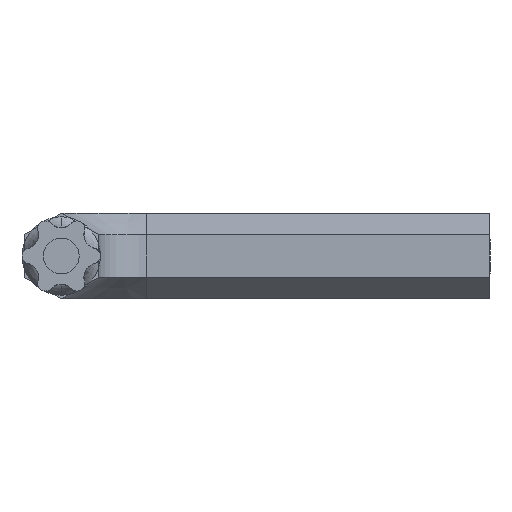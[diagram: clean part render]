
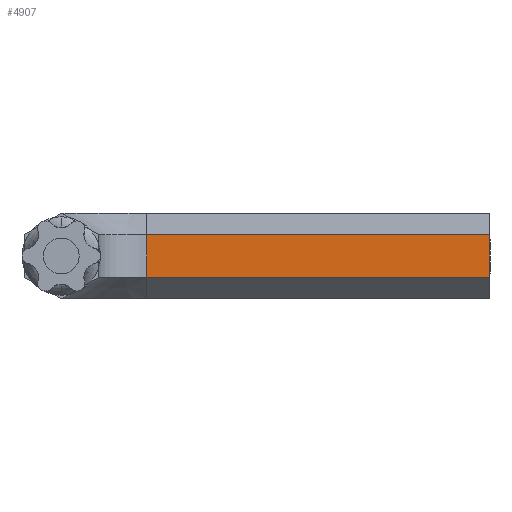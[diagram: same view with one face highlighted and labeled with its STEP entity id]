
A CAD part, front view. The second image highlights one B-rep face of the part: STEP entity #4907.
In plain terms, the highlighted planar face has unit normal (0, -1, 0).
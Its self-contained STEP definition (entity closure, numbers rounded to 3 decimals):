
#4313 = CYLINDRICAL_SURFACE('',#4314,3.402);
#4314 = AXIS2_PLACEMENT_3D('',#4315,#4316,#4317);
#4315 = CARTESIAN_POINT('',(6.,114.,-1.5));
#4316 = DIRECTION('',(0.,0.,-1.));
#4317 = DIRECTION('',(1.,0.,0.));
#4328 = VERTEX_POINT('',#4329);
#4329 = CARTESIAN_POINT('',(6.,117.402,1.5));
#4385 = PLANE('',#4386);
#4386 = AXIS2_PLACEMENT_3D('',#4387,#4388,#4389);
#4387 = CARTESIAN_POINT('',(6.,117.402,1.5));
#4388 = DIRECTION('',(0.,0.5,-0.866));
#4389 = DIRECTION('',(0.,0.866,0.5));
#4559 = VERTEX_POINT('',#4560);
#4560 = CARTESIAN_POINT('',(6.,117.402,-1.5));
#4593 = PLANE('',#4594);
#4594 = AXIS2_PLACEMENT_3D('',#4595,#4596,#4597);
#4595 = CARTESIAN_POINT('',(6.,120.,-3.));
#4596 = DIRECTION('',(0.,0.5,0.866));
#4597 = DIRECTION('',(0.,-0.866,0.5));
#4611 = EDGE_CURVE('',#4328,#4559,#4612,.T.);
#4612 = SURFACE_CURVE('',#4613,(#4617,#4623),.PCURVE_S1.);
#4613 = LINE('',#4614,#4615);
#4614 = CARTESIAN_POINT('',(6.,117.402,-1.5));
#4615 = VECTOR('',#4616,1.);
#4616 = DIRECTION('',(0.,0.,-1.));
#4617 = PCURVE('',#4313,#4618);
#4618 = DEFINITIONAL_REPRESENTATION('',(#4619),#4622);
#4619 = B_SPLINE_CURVE_WITH_KNOTS('',1,(#4620,#4621),.UNSPECIFIED.,.F.,
  .F.,(2,2),(-3.,0.),.PIECEWISE_BEZIER_KNOTS.);
#4620 = CARTESIAN_POINT('',(4.712,-3.));
#4621 = CARTESIAN_POINT('',(4.712,0.));
#4622 = ( GEOMETRIC_REPRESENTATION_CONTEXT(2) 
PARAMETRIC_REPRESENTATION_CONTEXT() REPRESENTATION_CONTEXT('2D SPACE',''
  ) );
#4623 = PCURVE('',#4624,#4629);
#4624 = PLANE('',#4625);
#4625 = AXIS2_PLACEMENT_3D('',#4626,#4627,#4628);
#4626 = CARTESIAN_POINT('',(6.,117.402,-1.5));
#4627 = DIRECTION('',(0.,1.,0.));
#4628 = DIRECTION('',(0.,0.,1.));
#4629 = DEFINITIONAL_REPRESENTATION('',(#4630),#4634);
#4630 = LINE('',#4631,#4632);
#4631 = CARTESIAN_POINT('',(0.,0.));
#4632 = VECTOR('',#4633,1.);
#4633 = DIRECTION('',(-1.,0.));
#4634 = ( GEOMETRIC_REPRESENTATION_CONTEXT(2) 
PARAMETRIC_REPRESENTATION_CONTEXT() REPRESENTATION_CONTEXT('2D SPACE',''
  ) );
#4639 = EDGE_CURVE('',#4328,#4640,#4642,.T.);
#4640 = VERTEX_POINT('',#4641);
#4641 = CARTESIAN_POINT('',(30.,117.402,1.5));
#4642 = SURFACE_CURVE('',#4643,(#4647,#4654),.PCURVE_S1.);
#4643 = LINE('',#4644,#4645);
#4644 = CARTESIAN_POINT('',(6.,117.402,1.5));
#4645 = VECTOR('',#4646,1.);
#4646 = DIRECTION('',(1.,0.,0.));
#4647 = PCURVE('',#4385,#4648);
#4648 = DEFINITIONAL_REPRESENTATION('',(#4649),#4653);
#4649 = LINE('',#4650,#4651);
#4650 = CARTESIAN_POINT('',(0.,0.));
#4651 = VECTOR('',#4652,1.);
#4652 = DIRECTION('',(0.,1.));
#4653 = ( GEOMETRIC_REPRESENTATION_CONTEXT(2) 
PARAMETRIC_REPRESENTATION_CONTEXT() REPRESENTATION_CONTEXT('2D SPACE',''
  ) );
#4654 = PCURVE('',#4624,#4655);
#4655 = DEFINITIONAL_REPRESENTATION('',(#4656),#4660);
#4656 = LINE('',#4657,#4658);
#4657 = CARTESIAN_POINT('',(3.,0.));
#4658 = VECTOR('',#4659,1.);
#4659 = DIRECTION('',(0.,1.));
#4660 = ( GEOMETRIC_REPRESENTATION_CONTEXT(2) 
PARAMETRIC_REPRESENTATION_CONTEXT() REPRESENTATION_CONTEXT('2D SPACE',''
  ) );
#4700 = PLANE('',#4701);
#4701 = AXIS2_PLACEMENT_3D('',#4702,#4703,#4704);
#4702 = CARTESIAN_POINT('',(30.,120.,0.));
#4703 = DIRECTION('',(-1.,0.,0.));
#4704 = DIRECTION('',(0.,1.,0.));
#4864 = EDGE_CURVE('',#4559,#4865,#4867,.T.);
#4865 = VERTEX_POINT('',#4866);
#4866 = CARTESIAN_POINT('',(30.,117.402,-1.5));
#4867 = SURFACE_CURVE('',#4868,(#4872,#4879),.PCURVE_S1.);
#4868 = LINE('',#4869,#4870);
#4869 = CARTESIAN_POINT('',(6.,117.402,-1.5));
#4870 = VECTOR('',#4871,1.);
#4871 = DIRECTION('',(1.,0.,0.));
#4872 = PCURVE('',#4593,#4873);
#4873 = DEFINITIONAL_REPRESENTATION('',(#4874),#4878);
#4874 = LINE('',#4875,#4876);
#4875 = CARTESIAN_POINT('',(3.,0.));
#4876 = VECTOR('',#4877,1.);
#4877 = DIRECTION('',(0.,1.));
#4878 = ( GEOMETRIC_REPRESENTATION_CONTEXT(2) 
PARAMETRIC_REPRESENTATION_CONTEXT() REPRESENTATION_CONTEXT('2D SPACE',''
  ) );
#4879 = PCURVE('',#4624,#4880);
#4880 = DEFINITIONAL_REPRESENTATION('',(#4881),#4885);
#4881 = LINE('',#4882,#4883);
#4882 = CARTESIAN_POINT('',(0.,0.));
#4883 = VECTOR('',#4884,1.);
#4884 = DIRECTION('',(0.,1.));
#4885 = ( GEOMETRIC_REPRESENTATION_CONTEXT(2) 
PARAMETRIC_REPRESENTATION_CONTEXT() REPRESENTATION_CONTEXT('2D SPACE',''
  ) );
#4907 = ADVANCED_FACE('',(#4908),#4624,.F.);
#4908 = FACE_BOUND('',#4909,.F.);
#4909 = EDGE_LOOP('',(#4910,#4911,#4912,#4913));
#4910 = ORIENTED_EDGE('',*,*,#4864,.F.);
#4911 = ORIENTED_EDGE('',*,*,#4611,.F.);
#4912 = ORIENTED_EDGE('',*,*,#4639,.T.);
#4913 = ORIENTED_EDGE('',*,*,#4914,.F.);
#4914 = EDGE_CURVE('',#4865,#4640,#4915,.T.);
#4915 = SURFACE_CURVE('',#4916,(#4920,#4927),.PCURVE_S1.);
#4916 = LINE('',#4917,#4918);
#4917 = CARTESIAN_POINT('',(30.,117.402,-1.5));
#4918 = VECTOR('',#4919,1.);
#4919 = DIRECTION('',(0.,0.,1.));
#4920 = PCURVE('',#4624,#4921);
#4921 = DEFINITIONAL_REPRESENTATION('',(#4922),#4926);
#4922 = LINE('',#4923,#4924);
#4923 = CARTESIAN_POINT('',(0.,24.));
#4924 = VECTOR('',#4925,1.);
#4925 = DIRECTION('',(1.,0.));
#4926 = ( GEOMETRIC_REPRESENTATION_CONTEXT(2) 
PARAMETRIC_REPRESENTATION_CONTEXT() REPRESENTATION_CONTEXT('2D SPACE',''
  ) );
#4927 = PCURVE('',#4700,#4928);
#4928 = DEFINITIONAL_REPRESENTATION('',(#4929),#4933);
#4929 = LINE('',#4930,#4931);
#4930 = CARTESIAN_POINT('',(-2.598,1.5));
#4931 = VECTOR('',#4932,1.);
#4932 = DIRECTION('',(0.,-1.));
#4933 = ( GEOMETRIC_REPRESENTATION_CONTEXT(2) 
PARAMETRIC_REPRESENTATION_CONTEXT() REPRESENTATION_CONTEXT('2D SPACE',''
  ) );
